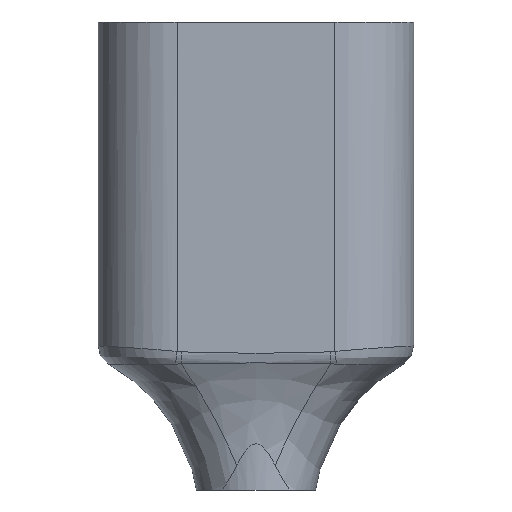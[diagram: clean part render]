
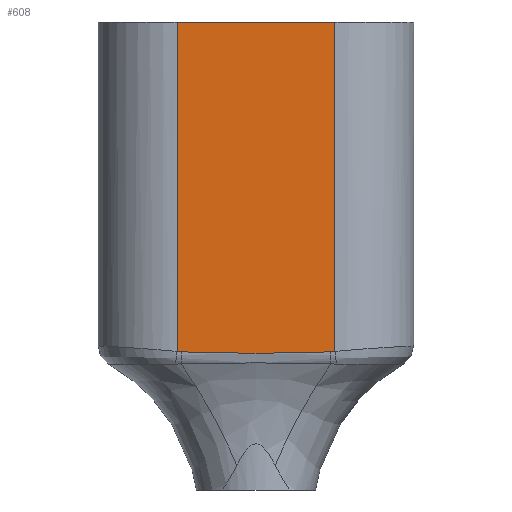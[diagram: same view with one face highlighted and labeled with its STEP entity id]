
A CAD part, front view. The second image highlights one B-rep face of the part: STEP entity #608.
In plain terms, the highlighted planar face has unit normal (0, -1, 0).
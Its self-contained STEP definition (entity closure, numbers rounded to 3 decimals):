
#547=CARTESIAN_POINT('',(0.,-3.,2.));
#548=DIRECTION('',(0.,-1.,0.));
#549=DIRECTION('',(0.,0.,-1.));
#550=AXIS2_PLACEMENT_3D('',#547,#548,#549);
#551=PLANE('',#550);
#552=CARTESIAN_POINT('',(-3.,-3.,2.));
#553=VERTEX_POINT('',#552);
#554=CARTESIAN_POINT('',(-3.,-3.,-10.532));
#555=VERTEX_POINT('',#554);
#556=CARTESIAN_POINT('',(-3.,-3.,2.));
#557=DIRECTION('',(0.,0.,-1.));
#558=VECTOR('',#557,12.532);
#559=LINE('',#556,#558);
#560=EDGE_CURVE('',#553,#555,#559,.T.);
#561=ORIENTED_EDGE('',*,*,#560,.T.);
#562=CARTESIAN_POINT('',(-2.837,-3.,-10.547));
#563=VERTEX_POINT('',#562);
#564=CARTESIAN_POINT('',(-3.,-3.,-10.532));
#565=CARTESIAN_POINT('',(-2.946,-3.,-10.539));
#566=CARTESIAN_POINT('',(-2.892,-3.,-10.544));
#567=CARTESIAN_POINT('',(-2.837,-3.,-10.547));
#568=B_SPLINE_CURVE_WITH_KNOTS('',3,(#564,#565,#566,#567),.UNSPECIFIED.,.F.,.F.,(4,4),(0.,0.),.UNSPECIFIED.);
#569=EDGE_CURVE('',#555,#563,#568,.T.);
#570=ORIENTED_EDGE('',*,*,#569,.T.);
#571=CARTESIAN_POINT('',(2.837,-3.,-10.547));
#572=VERTEX_POINT('',#571);
#573=CARTESIAN_POINT('',(-2.837,-3.,-10.547));
#574=CARTESIAN_POINT('',(-1.892,-3.,-10.582));
#575=CARTESIAN_POINT('',(-0.946,-3.,-10.603));
#576=CARTESIAN_POINT('',(0.,-3.,-10.603));
#577=CARTESIAN_POINT('',(0.946,-3.,-10.603));
#578=CARTESIAN_POINT('',(1.892,-3.,-10.582));
#579=CARTESIAN_POINT('',(2.837,-3.,-10.547));
#580=B_SPLINE_CURVE_WITH_KNOTS('',3,(#573,#574,#575,#576,#577,#578,#579),.UNSPECIFIED.,.F.,.F.,(4,3,4),(0.002,0.005,0.007),.UNSPECIFIED.);
#581=EDGE_CURVE('',#563,#572,#580,.T.);
#582=ORIENTED_EDGE('',*,*,#581,.T.);
#583=CARTESIAN_POINT('',(3.,-3.,-10.532));
#584=VERTEX_POINT('',#583);
#585=CARTESIAN_POINT('',(2.837,-3.,-10.547));
#586=CARTESIAN_POINT('',(2.892,-3.,-10.544));
#587=CARTESIAN_POINT('',(2.947,-3.,-10.539));
#588=CARTESIAN_POINT('',(3.,-3.,-10.532));
#589=B_SPLINE_CURVE_WITH_KNOTS('',3,(#585,#586,#587,#588),.UNSPECIFIED.,.F.,.F.,(4,4),(0.,0.),.UNSPECIFIED.);
#590=EDGE_CURVE('',#572,#584,#589,.T.);
#591=ORIENTED_EDGE('',*,*,#590,.T.);
#592=CARTESIAN_POINT('',(3.,-3.,2.));
#593=VERTEX_POINT('',#592);
#594=CARTESIAN_POINT('',(3.,-3.,2.));
#595=DIRECTION('',(0.,0.,-1.));
#596=VECTOR('',#595,12.532);
#597=LINE('',#594,#596);
#598=EDGE_CURVE('',#593,#584,#597,.T.);
#599=ORIENTED_EDGE('',*,*,#598,.F.);
#600=CARTESIAN_POINT('',(3.,-3.,2.));
#601=DIRECTION('',(-1.,0.,0.));
#602=VECTOR('',#601,6.);
#603=LINE('',#600,#602);
#604=EDGE_CURVE('',#593,#553,#603,.T.);
#605=ORIENTED_EDGE('',*,*,#604,.T.);
#606=EDGE_LOOP('',(#561,#570,#582,#591,#599,#605));
#607=FACE_BOUND('',#606,.T.);
#608=ADVANCED_FACE('',(#607),#551,.T.);
